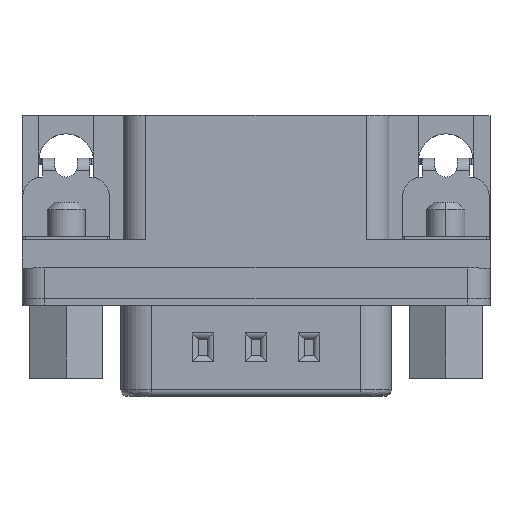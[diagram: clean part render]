
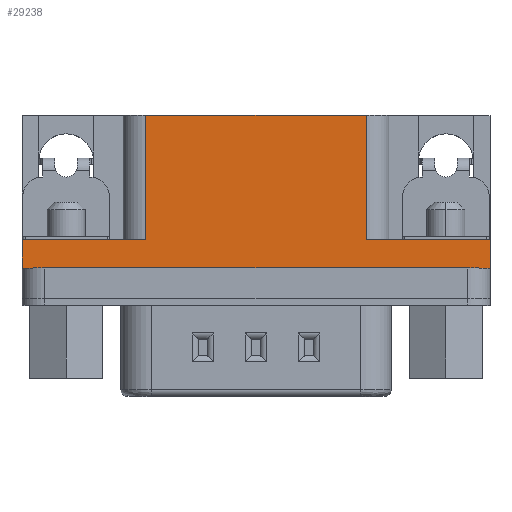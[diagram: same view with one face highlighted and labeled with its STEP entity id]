
A CAD part, top view. The second image highlights one B-rep face of the part: STEP entity #29238.
In plain terms, the highlighted planar face has unit normal (0, 0, 1).
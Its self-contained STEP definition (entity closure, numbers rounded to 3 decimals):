
#448 = VERTEX_POINT ( 'NONE', #11971 ) ;
#1188 = DIRECTION ( 'NONE',  ( 1., 0., 0. ) ) ;
#1272 = VECTOR ( 'NONE', #16509, 1000. ) ;
#1358 = ORIENTED_EDGE ( 'NONE', *, *, #24899, .F. ) ;
#1575 = VERTEX_POINT ( 'NONE', #6723 ) ;
#1956 = LINE ( 'NONE', #11692, #6787 ) ;
#2360 = DIRECTION ( 'NONE',  ( -1., 0., 0. ) ) ;
#2493 = LINE ( 'NONE', #26105, #21138 ) ;
#2508 = DIRECTION ( 'NONE',  ( 0., 0., -1. ) ) ;
#2979 = CARTESIAN_POINT ( 'NONE',  ( 7.25, 6.025, 4.45 ) ) ;
#3031 = VERTEX_POINT ( 'NONE', #28404 ) ;
#3345 = CARTESIAN_POINT ( 'NONE',  ( -15.4, -2.175, 4.45 ) ) ;
#3396 = EDGE_LOOP ( 'NONE', ( #1358, #10631, #14559, #21481, #24526, #11839, #13780, #16847 ) ) ;
#4778 = LINE ( 'NONE', #7565, #1272 ) ;
#4964 = CARTESIAN_POINT ( 'NONE',  ( -15.4, 31.332, 4.45 ) ) ;
#5472 = LINE ( 'NONE', #5947, #6262 ) ;
#5661 = CARTESIAN_POINT ( 'NONE',  ( -15.4, -2.175, 4.45 ) ) ;
#5947 = CARTESIAN_POINT ( 'NONE',  ( -15.4, -4.025, 4.45 ) ) ;
#6262 = VECTOR ( 'NONE', #7985, 1000. ) ;
#6723 = CARTESIAN_POINT ( 'NONE',  ( 15.4, -4.025, 4.45 ) ) ;
#6787 = VECTOR ( 'NONE', #18307, 1000. ) ;
#6939 = CARTESIAN_POINT ( 'NONE',  ( -15.4, -6.025, 4.45 ) ) ;
#7098 = LINE ( 'NONE', #6939, #23738 ) ;
#7565 = CARTESIAN_POINT ( 'NONE',  ( 7.25, 31.332, 4.45 ) ) ;
#7985 = DIRECTION ( 'NONE',  ( 1., 0., 0. ) ) ;
#8200 = VERTEX_POINT ( 'NONE', #2979 ) ;
#8439 = VECTOR ( 'NONE', #9447, 1000. ) ;
#8803 = VERTEX_POINT ( 'NONE', #3345 ) ;
#8969 = LINE ( 'NONE', #29953, #12660 ) ;
#9292 = CARTESIAN_POINT ( 'NONE',  ( 7.25, -2.175, 4.45 ) ) ;
#9447 = DIRECTION ( 'NONE',  ( 0., 1., 0. ) ) ;
#9619 = DIRECTION ( 'NONE',  ( -1., 0., 0. ) ) ;
#10027 = LINE ( 'NONE', #16377, #8439 ) ;
#10631 = ORIENTED_EDGE ( 'NONE', *, *, #29477, .F. ) ;
#11534 = AXIS2_PLACEMENT_3D ( 'NONE', #4964, #2508, #2360 ) ;
#11692 = CARTESIAN_POINT ( 'NONE',  ( -15.4, -2.175, 4.45 ) ) ;
#11839 = ORIENTED_EDGE ( 'NONE', *, *, #27327, .T. ) ;
#11971 = CARTESIAN_POINT ( 'NONE',  ( -7.25, 6.025, 4.45 ) ) ;
#12660 = VECTOR ( 'NONE', #18675, 1000. ) ;
#13780 = ORIENTED_EDGE ( 'NONE', *, *, #15596, .T. ) ;
#14559 = ORIENTED_EDGE ( 'NONE', *, *, #21133, .T. ) ;
#15219 = EDGE_CURVE ( 'NONE', #1575, #16573, #8969, .T. ) ;
#15596 = EDGE_CURVE ( 'NONE', #3031, #1575, #5472, .T. ) ;
#16377 = CARTESIAN_POINT ( 'NONE',  ( -7.25, 31.332, 4.45 ) ) ;
#16509 = DIRECTION ( 'NONE',  ( 0., -1., 0. ) ) ;
#16573 = VERTEX_POINT ( 'NONE', #23123 ) ;
#16847 = ORIENTED_EDGE ( 'NONE', *, *, #15219, .T. ) ;
#16965 = DIRECTION ( 'NONE',  ( 0., -1., 0. ) ) ;
#17252 = VERTEX_POINT ( 'NONE', #9292 ) ;
#17908 = VECTOR ( 'NONE', #1188, 1000. ) ;
#18005 = LINE ( 'NONE', #5661, #17908 ) ;
#18307 = DIRECTION ( 'NONE',  ( 1., 0., 0. ) ) ;
#18397 = EDGE_CURVE ( 'NONE', #28140, #448, #10027, .T. ) ;
#18675 = DIRECTION ( 'NONE',  ( 0., 1., 0. ) ) ;
#21133 = EDGE_CURVE ( 'NONE', #8200, #448, #2493, .T. ) ;
#21138 = VECTOR ( 'NONE', #9619, 1000. ) ;
#21481 = ORIENTED_EDGE ( 'NONE', *, *, #18397, .F. ) ;
#22864 = FACE_OUTER_BOUND ( 'NONE', #3396, .T. ) ;
#23123 = CARTESIAN_POINT ( 'NONE',  ( 15.4, -2.175, 4.45 ) ) ;
#23483 = PLANE ( 'NONE',  #11534 ) ;
#23738 = VECTOR ( 'NONE', #16965, 1000. ) ;
#24526 = ORIENTED_EDGE ( 'NONE', *, *, #30435, .F. ) ;
#24743 = CARTESIAN_POINT ( 'NONE',  ( -7.25, -2.175, 4.45 ) ) ;
#24899 = EDGE_CURVE ( 'NONE', #17252, #16573, #18005, .T. ) ;
#26105 = CARTESIAN_POINT ( 'NONE',  ( -15.4, 6.025, 4.45 ) ) ;
#27327 = EDGE_CURVE ( 'NONE', #8803, #3031, #7098, .T. ) ;
#28140 = VERTEX_POINT ( 'NONE', #24743 ) ;
#28404 = CARTESIAN_POINT ( 'NONE',  ( -15.4, -4.025, 4.45 ) ) ;
#29238 = ADVANCED_FACE ( 'NONE', ( #22864 ), #23483, .F. ) ;
#29477 = EDGE_CURVE ( 'NONE', #8200, #17252, #4778, .T. ) ;
#29953 = CARTESIAN_POINT ( 'NONE',  ( 15.4, -6.025, 4.45 ) ) ;
#30435 = EDGE_CURVE ( 'NONE', #8803, #28140, #1956, .T. ) ;
